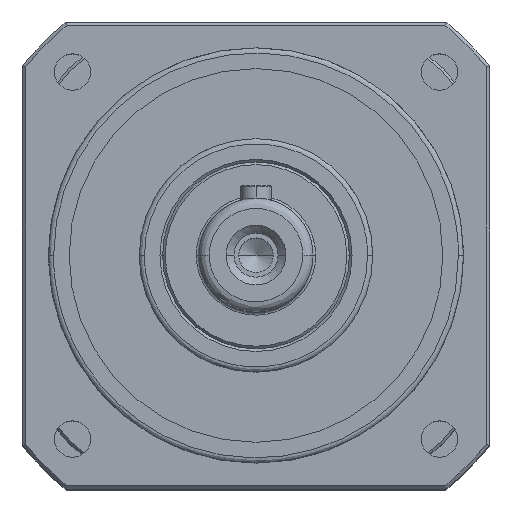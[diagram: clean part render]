
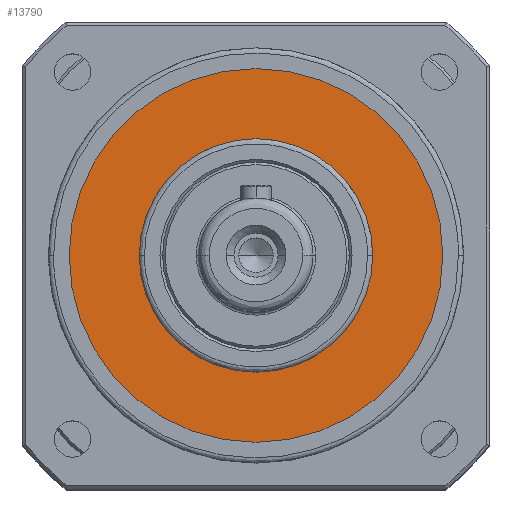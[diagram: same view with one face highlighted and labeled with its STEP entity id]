
A CAD part, top view. The second image highlights one B-rep face of the part: STEP entity #13790.
In plain terms, the highlighted planar face has unit normal (0, 0, 1).
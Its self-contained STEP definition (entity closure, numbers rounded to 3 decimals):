
#12 = EDGE_LOOP ( 'NONE', ( #4765, #1074 ) ) ;
#275 = CIRCLE ( 'NONE', #7035, 22.5 ) ;
#331 = VERTEX_POINT ( 'NONE', #7294 ) ;
#567 = CIRCLE ( 'NONE', #9591, 36. ) ;
#794 = DIRECTION ( 'NONE',  ( -1., 0., 0. ) ) ;
#892 = EDGE_CURVE ( 'NONE', #10975, #2434, #275, .T. ) ;
#1074 = ORIENTED_EDGE ( 'NONE', *, *, #9528, .T. ) ;
#1290 = DIRECTION ( 'NONE',  ( 0., 0., -1. ) ) ;
#1664 = CARTESIAN_POINT ( 'NONE',  ( 22.5, 0., 109.49 ) ) ;
#1912 = CARTESIAN_POINT ( 'NONE',  ( -22.5, 0., 109.49 ) ) ;
#2128 = EDGE_CURVE ( 'NONE', #331, #3883, #6420, .T. ) ;
#2139 = ORIENTED_EDGE ( 'NONE', *, *, #13251, .T. ) ;
#2434 = VERTEX_POINT ( 'NONE', #1664 ) ;
#3883 = VERTEX_POINT ( 'NONE', #11508 ) ;
#4643 = AXIS2_PLACEMENT_3D ( 'NONE', #8597, #1290, #9829 ) ;
#4721 = AXIS2_PLACEMENT_3D ( 'NONE', #11822, #11706, #11672 ) ;
#4765 = ORIENTED_EDGE ( 'NONE', *, *, #892, .T. ) ;
#5096 = FACE_OUTER_BOUND ( 'NONE', #6980, .T. ) ;
#6420 = CIRCLE ( 'NONE', #4721, 36. ) ;
#6951 = DIRECTION ( 'NONE',  ( 0., 0., 1. ) ) ;
#6980 = EDGE_LOOP ( 'NONE', ( #2139, #15038 ) ) ;
#7035 = AXIS2_PLACEMENT_3D ( 'NONE', #12359, #12324, #12291 ) ;
#7042 = CIRCLE ( 'NONE', #4643, 22.5 ) ;
#7294 = CARTESIAN_POINT ( 'NONE',  ( 36., 0., 109.49 ) ) ;
#8094 = DIRECTION ( 'NONE',  ( 0., 0., 1. ) ) ;
#8357 = AXIS2_PLACEMENT_3D ( 'NONE', #14170, #6951, #15418 ) ;
#8597 = CARTESIAN_POINT ( 'NONE',  ( 0., 0., 109.49 ) ) ;
#9364 = PLANE ( 'NONE',  #8357 ) ;
#9528 = EDGE_CURVE ( 'NONE', #2434, #10975, #7042, .T. ) ;
#9591 = AXIS2_PLACEMENT_3D ( 'NONE', #15338, #8094, #794 ) ;
#9829 = DIRECTION ( 'NONE',  ( -1., 0., 0. ) ) ;
#10975 = VERTEX_POINT ( 'NONE', #1912 ) ;
#11508 = CARTESIAN_POINT ( 'NONE',  ( -36., 0., 109.49 ) ) ;
#11672 = DIRECTION ( 'NONE',  ( -1., 0., 0. ) ) ;
#11706 = DIRECTION ( 'NONE',  ( 0., 0., 1. ) ) ;
#11822 = CARTESIAN_POINT ( 'NONE',  ( 0., 0., 109.49 ) ) ;
#12291 = DIRECTION ( 'NONE',  ( -1., 0., 0. ) ) ;
#12324 = DIRECTION ( 'NONE',  ( 0., 0., -1. ) ) ;
#12359 = CARTESIAN_POINT ( 'NONE',  ( 0., 0., 109.49 ) ) ;
#13251 = EDGE_CURVE ( 'NONE', #3883, #331, #567, .T. ) ;
#13790 = ADVANCED_FACE ( 'NONE', ( #5096, #14746 ), #9364, .T. ) ;
#14170 = CARTESIAN_POINT ( 'NONE',  ( 0., 0., 109.49 ) ) ;
#14746 = FACE_BOUND ( 'NONE', #12, .T. ) ;
#15038 = ORIENTED_EDGE ( 'NONE', *, *, #2128, .T. ) ;
#15338 = CARTESIAN_POINT ( 'NONE',  ( 0., 0., 109.49 ) ) ;
#15418 = DIRECTION ( 'NONE',  ( 1., 0., 0. ) ) ;
